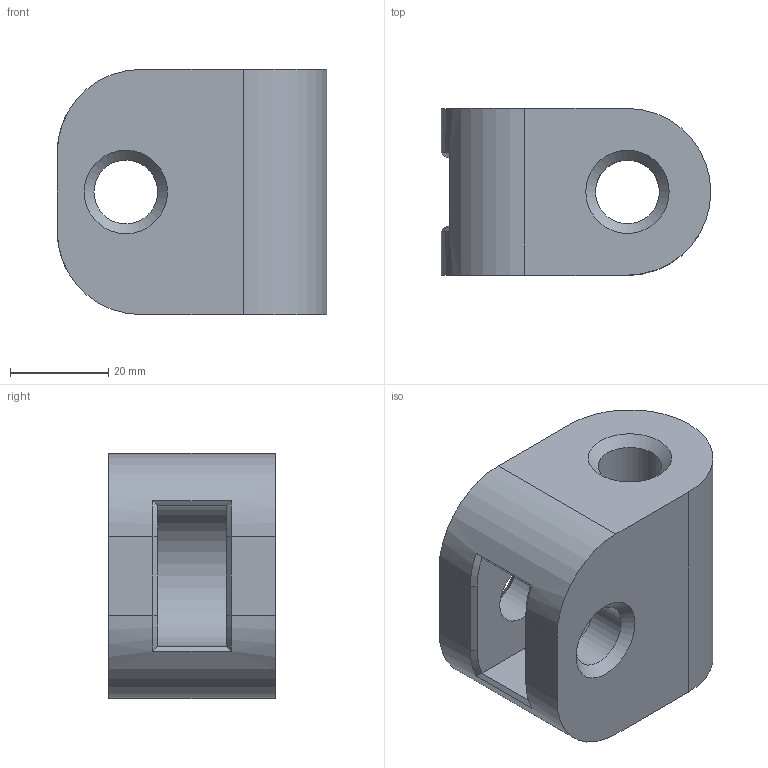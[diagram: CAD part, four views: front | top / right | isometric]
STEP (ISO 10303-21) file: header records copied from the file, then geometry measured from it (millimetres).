
FILE_DESCRIPTION(/* description */ (''),/* implementation_level */ '2;1');
FILE_NAME(/* name */ '20230222_rear_hinge.stp',/* time_stamp */ '2023-02-22T11:49:20+01:00',/* author */ ('Jens'),/* organization */ (''),/* preprocessor_version */ 'ST-DEVELOPER v19',/* originating_system */ 'Autodesk Inventor 2023',/* authorisation */ '');
FILE_SCHEMA (('AUTOMOTIVE_DESIGN { 1 0 10303 214 3 1 1 }'));
Length unit declared in the file: millimetre
Products named in the file (1): scharnier_unten
Bounding box: 55 x 34 x 50 mm (x, y, z)
Volume: 63220.6 mm3; surface area: 14786.2 mm2
Topology: 1 solids, 1 shells, 31 faces, 81 edges, 52 vertices
Faces by surface type: plane 16, cone 8, cylinder 7
Full cylindrical faces by diameter (mm): 13 x3
Entity records: 1010 total; most frequent: CARTESIAN_POINT 185, DIRECTION 165, ORIENTED_EDGE 162, EDGE_CURVE 81, AXIS2_PLACEMENT_3D 60, VERTEX_POINT 52, LINE 45, VECTOR 45
